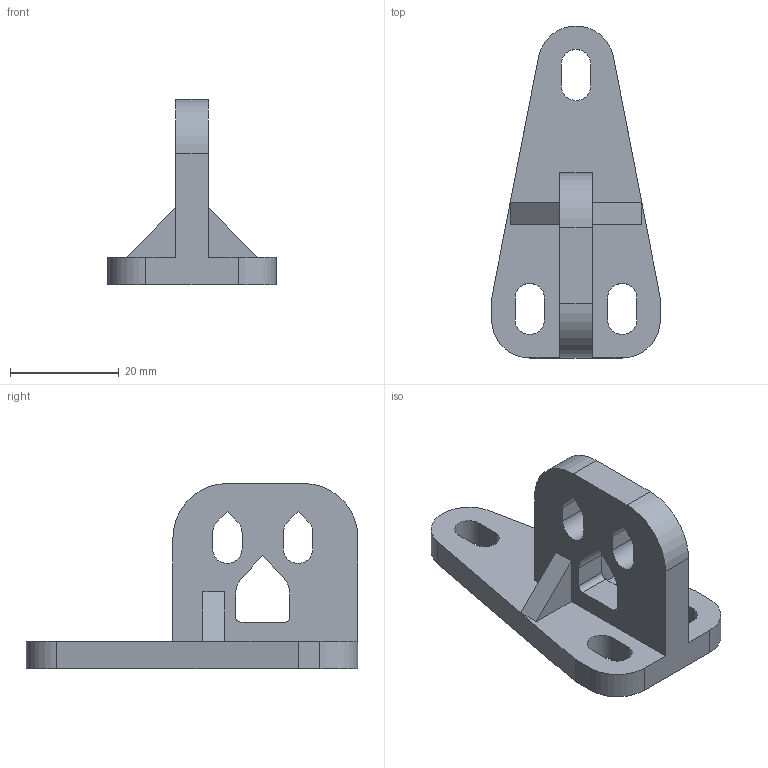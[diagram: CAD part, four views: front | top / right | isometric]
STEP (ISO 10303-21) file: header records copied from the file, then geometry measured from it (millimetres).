
FILE_DESCRIPTION( ( 'Unknown' ), '1' );
FILE_NAME( 'X-constraint-bracket.stp', 'Unknown', ( 'Ed Sells' ), ( 'University of Bath' ), 'XStep 1.0', 'Solid Edge v19', ' ' );
FILE_SCHEMA( ( 'CONFIG_CONTROL_DESIGN' ) );
Length unit declared in the file: millimetre
Products named in the file (1): 1
Bounding box: 31 x 61 x 34 mm (x, y, z)
Volume: 11115.2 mm3; surface area: 6097.7 mm2
Topology: 1 solids, 1 shells, 59 faces, 167 edges, 110 vertices
Faces by surface type: plane 38, cylinder 21
Entity records: 1979 total; most frequent: CARTESIAN_POINT 337, ORIENTED_EDGE 334, DIRECTION 329, EDGE_CURVE 167, LINE 125, VECTOR 125, VERTEX_POINT 110, AXIS2_PLACEMENT_3D 102
